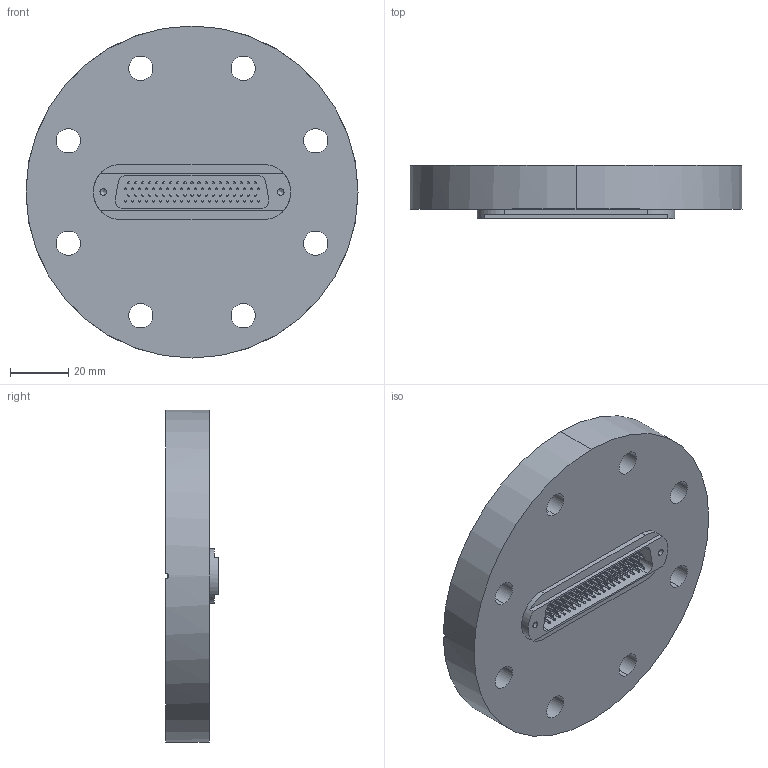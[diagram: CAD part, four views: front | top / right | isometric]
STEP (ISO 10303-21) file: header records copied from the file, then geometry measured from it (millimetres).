
FILE_DESCRIPTION (( 'STEP AP214' ), '1' );
FILE_NAME ('210-HD78-C63.STEP', '2015-10-26T15:37:10', ( 'allectra' ), ( 'Microsoft' ), 'SwSTEP 2.0', 'SolidWorks 2014', '' );
FILE_SCHEMA (( 'AUTOMOTIVE_DESIGN' ));
Length unit declared in the file: millimetre
Products named in the file (5): 218-HDX-SS_218-HD78-SS; 9210-PIN-FENI-0.7_vergoldet; 9218-HDX-SS_78 pol. 0,7mm Bohrung; 9210-D50-C63_DN63 CF; 210-HD78-C63
Assembly tree (81 placements, depth 3):
  210-HD78-C63
    9210-D50-C63_DN63 CF
    218-HDX-SS_218-HD78-SS
      9218-HDX-SS_78 pol. 0,7mm Bohrung
      9210-PIN-FENI-0.7_vergoldet  x78
Bounding box: 114.3 x 18.2 x 114.3 mm (x, y, z)
Volume: 135369.1 mm3; surface area: 38781.8 mm2
Topology: 80 solids, 80 shells, 551 faces, 1620 edges, 1072 vertices
Faces by surface type: cylinder 356, sphere 156, plane 27, cone 12
Entity records: 9350 total; most frequent: DIRECTION 1746, CARTESIAN_POINT 1524, ORIENTED_EDGE 1364, AXIS2_PLACEMENT_3D 740, EDGE_CURVE 682, VERTEX_POINT 452, EDGE_LOOP 424, CIRCLE 412
